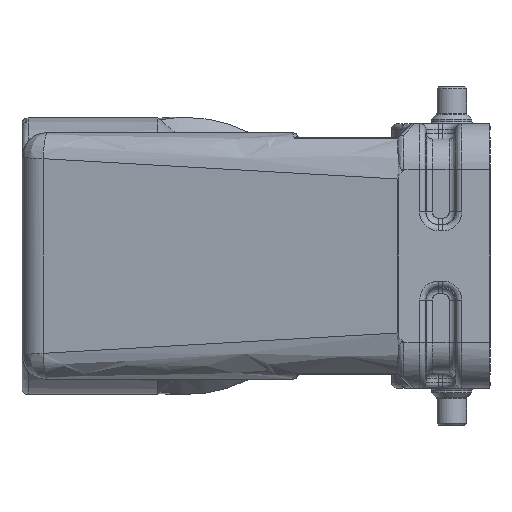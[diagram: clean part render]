
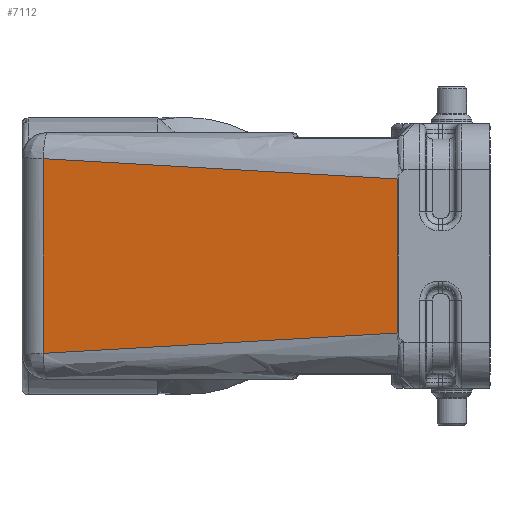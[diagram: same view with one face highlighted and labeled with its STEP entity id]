
A CAD part, left-side view. The second image highlights one B-rep face of the part: STEP entity #7112.
In plain terms, the highlighted planar face has unit normal (-0.99, 0.139, 0).
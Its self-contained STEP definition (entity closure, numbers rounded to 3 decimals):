
#7112=ADVANCED_FACE('',(#8044),#7459,.T.);
#7459=PLANE('',#18756);
#8044=FACE_OUTER_BOUND('',#8837,.T.);
#8837=EDGE_LOOP('',(#12258,#12259,#12260,#12261));
#12258=ORIENTED_EDGE('',*,*,#15936,.T.);
#12259=ORIENTED_EDGE('',*,*,#15937,.T.);
#12260=ORIENTED_EDGE('',*,*,#15938,.T.);
#12261=ORIENTED_EDGE('',*,*,#15939,.T.);
#14213=VERTEX_POINT('',#30620);
#14215=VERTEX_POINT('',#30775);
#14216=VERTEX_POINT('',#30776);
#14217=VERTEX_POINT('',#30778);
#15936=EDGE_CURVE('',#14215,#14216,#16959,.T.);
#15937=EDGE_CURVE('',#14216,#14217,#16960,.T.);
#15938=EDGE_CURVE('',#14217,#14213,#16961,.T.);
#15939=EDGE_CURVE('',#14213,#14215,#16962,.T.);
#16959=LINE('',#30774,#17808);
#16960=LINE('',#30777,#17809);
#16961=LINE('',#30779,#17810);
#16962=LINE('',#30780,#17811);
#17808=VECTOR('',#21420,1.);
#17809=VECTOR('',#21421,1.);
#17810=VECTOR('',#21422,1.);
#17811=VECTOR('',#21423,1.);
#18756=AXIS2_PLACEMENT_3D('',#30781,#21424,#21425);
#21420=DIRECTION('',(0.,0.,1.));
#21421=DIRECTION('',(0.139,0.989,0.057));
#21422=DIRECTION('',(0.,0.,-1.));
#21423=DIRECTION('',(-0.139,-0.989,0.057));
#21424=DIRECTION('',(-0.99,0.139,0.));
#21425=DIRECTION('',(-0.139,-0.99,0.));
#30620=CARTESIAN_POINT('',(-40.69,1.659,-15.802));
#30774=CARTESIAN_POINT('',(-48.769,-55.829,-12.504));
#30775=CARTESIAN_POINT('',(-48.769,-55.829,-12.504));
#30776=CARTESIAN_POINT('',(-48.769,-55.829,12.504));
#30777=CARTESIAN_POINT('',(-48.769,-55.829,12.504));
#30778=CARTESIAN_POINT('',(-40.69,1.659,15.802));
#30779=CARTESIAN_POINT('',(-40.69,1.659,15.802));
#30780=CARTESIAN_POINT('',(-40.69,1.659,-15.802));
#30781=CARTESIAN_POINT('',(-39.764,8.251,-16.802));
